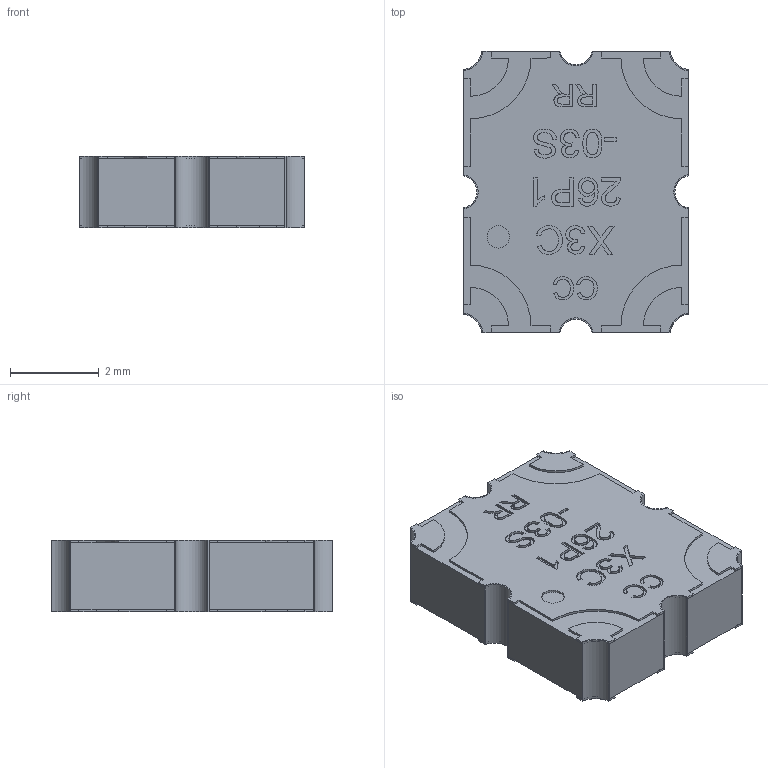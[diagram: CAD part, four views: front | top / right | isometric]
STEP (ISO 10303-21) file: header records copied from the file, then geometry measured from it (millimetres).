
FILE_DESCRIPTION (( 'STEP AP203' ), '1' );
FILE_NAME ('X3C26P1-03S.STEP', '2024-02-21T16:45:22', ( '' ), ( '' ), 'SwSTEP 2.0', 'SolidWorks 2023', '' );
FILE_SCHEMA (( 'CONFIG_CONTROL_DESIGN' ));
Length unit declared in the file: inch
Products named in the file (1): X3C26P1-03S
Bounding box: 5.08 x 6.35 x 1.63 mm (x, y, z)
Volume: 49.8 mm3; surface area: 222.4 mm2
Topology: 24 solids, 24 shells, 439 faces, 1173 edges, 782 vertices
Faces by surface type: plane 254, bspline 128, cylinder 57
Entity records: 19914 total; most frequent: CARTESIAN_POINT 9603, ORIENTED_EDGE 2346, DIRECTION 1655, EDGE_CURVE 1173, VECTOR 803, LINE 803, VERTEX_POINT 782, EDGE_LOOP 473
